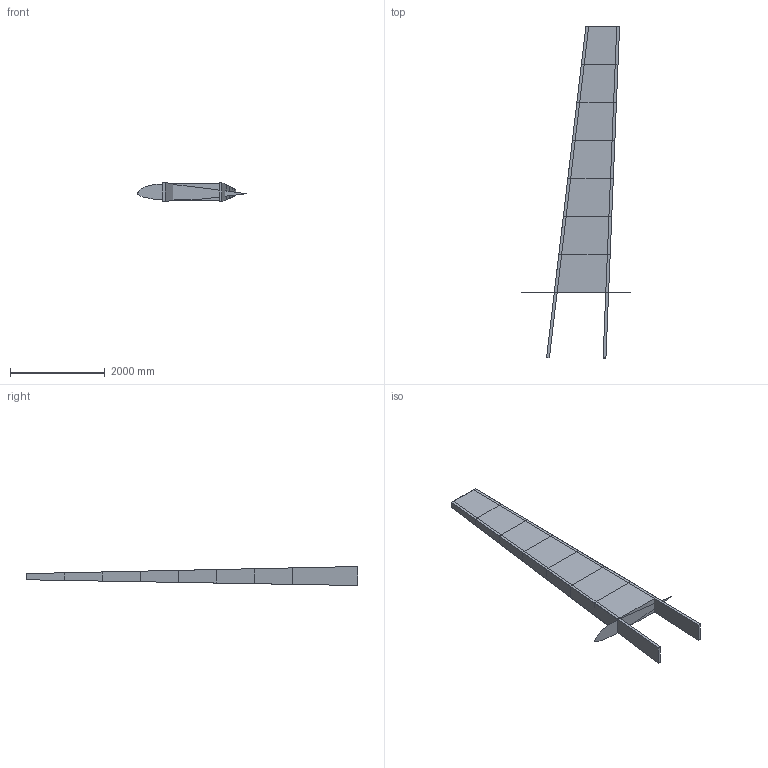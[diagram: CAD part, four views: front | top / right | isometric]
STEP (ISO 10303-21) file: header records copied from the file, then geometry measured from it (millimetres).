
FILE_DESCRIPTION(/* description */ ('STEP AP214'),/* implementation_level */ '2;1');
FILE_NAME(/* name */ '66740fa6f28c3975dbb965f6',/* time_stamp */ '2024-06-20T11:16:55Z',/* author */ (''),/* organization */ (''),/* preprocessor_version */ 'ST-DEVELOPER v20',/* originating_system */ ' ',/* authorisation */ ' ');
FILE_SCHEMA (('AUTOMOTIVE_DESIGN {1 0 10303 214 3 1 1}'));
Length unit declared in the file: metre
Products named in the file (45): Surface 14; Curve 29; Part 2; Surface 13; Part 1; Surface 12; Surface 11; Curve 28; Curve 27; Curve 26; Curve 25; Surface 10; Curve 24; Curve 23; Curve 22; Curve 21; Surface 9; Curve 20; Curve 19; Curve 18; Curve 17; Surface 8; Curve 16; Curve 15; Curve 14; Curve 13; Surface 7; Curve 12; Curve 11; Curve 10; Curve 9; Surface 6; Curve 8; Curve 7; Curve 6; Curve 5; Surface 5; Curve 4; Curve 3; Curve 2 ...
Bounding box: 2300 x 7023.83 x 401.64 mm (x, y, z)
Volume: 224074199.5 mm3; surface area: 25981451 mm2
Topology: 2 solids, 16 shells, 26 faces, 107 edges, 128 vertices
Faces by surface type: plane 26
Entity records: 2415 total; most frequent: CARTESIAN_POINT 319, DIRECTION 247, LINE 105, VECTOR 105, ORIENTED_EDGE 102, EDGE_CURVE 78, PRESENTATION_STYLE_ASSIGNMENT 75, STYLED_ITEM 74
